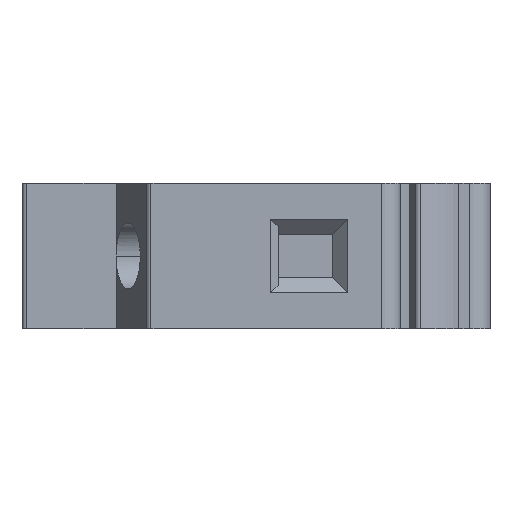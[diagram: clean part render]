
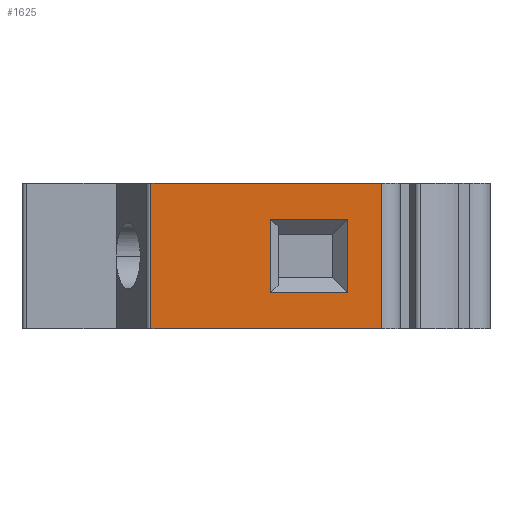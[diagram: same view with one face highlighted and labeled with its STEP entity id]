
A CAD part, left-side view. The second image highlights one B-rep face of the part: STEP entity #1625.
In plain terms, the highlighted planar face has unit normal (-1, 0, 0).
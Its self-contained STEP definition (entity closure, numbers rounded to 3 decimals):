
#26=DIRECTION('',(0.,-1.,0.));
#27=VECTOR('',#26,24.501);
#28=CARTESIAN_POINT('',(-29.2,11.151,-7.7));
#29=LINE('',#28,#27);
#444=DIRECTION('',(0.,0.,1.));
#445=VECTOR('',#444,15.4);
#446=CARTESIAN_POINT('',(-29.2,-13.35,-7.7));
#447=LINE('',#446,#445);
#448=DIRECTION('',(0.,0.,1.));
#449=VECTOR('',#448,15.4);
#450=CARTESIAN_POINT('',(-29.2,11.151,-7.7));
#451=LINE('',#450,#449);
#452=DIRECTION('',(0.,0.,1.));
#453=VECTOR('',#452,7.8);
#454=CARTESIAN_POINT('',(-29.2,-1.55,-3.9));
#455=LINE('',#454,#453);
#456=DIRECTION('',(0.,1.,0.));
#457=VECTOR('',#456,8.2);
#458=CARTESIAN_POINT('',(-29.2,-9.75,-3.9));
#459=LINE('',#458,#457);
#460=DIRECTION('',(0.,0.,1.));
#461=VECTOR('',#460,7.8);
#462=CARTESIAN_POINT('',(-29.2,-9.75,-3.9));
#463=LINE('',#462,#461);
#464=DIRECTION('',(0.,1.,0.));
#465=VECTOR('',#464,8.2);
#466=CARTESIAN_POINT('',(-29.2,-9.75,3.9));
#467=LINE('',#466,#465);
#614=DIRECTION('',(0.,-1.,0.));
#615=VECTOR('',#614,24.501);
#616=CARTESIAN_POINT('',(-29.2,11.151,7.7));
#617=LINE('',#616,#615);
#715=CARTESIAN_POINT('',(-29.2,11.151,-7.7));
#716=VERTEX_POINT('',#715);
#717=CARTESIAN_POINT('',(-29.2,-13.35,-7.7));
#718=VERTEX_POINT('',#717);
#787=CARTESIAN_POINT('',(-29.2,11.151,7.7));
#788=VERTEX_POINT('',#787);
#789=CARTESIAN_POINT('',(-29.2,-13.35,7.7));
#790=VERTEX_POINT('',#789);
#907=CARTESIAN_POINT('',(-29.2,-1.55,-3.9));
#908=CARTESIAN_POINT('',(-29.2,-1.55,3.9));
#909=VERTEX_POINT('',#907);
#910=VERTEX_POINT('',#908);
#911=CARTESIAN_POINT('',(-29.2,-9.75,-3.9));
#912=CARTESIAN_POINT('',(-29.2,-9.75,3.9));
#913=VERTEX_POINT('',#911);
#914=VERTEX_POINT('',#912);
#1602=CARTESIAN_POINT('',(-29.2,11.151,-7.7));
#1603=DIRECTION('',(-1.,0.,0.));
#1604=DIRECTION('',(0.,-1.,0.));
#1605=AXIS2_PLACEMENT_3D('',#1602,#1603,#1604);
#1606=PLANE('',#1605);
#1607=ORIENTED_EDGE('',*,*,#924,.F.);
#1609=ORIENTED_EDGE('',*,*,#1608,.T.);
#1611=ORIENTED_EDGE('',*,*,#1610,.T.);
#1612=ORIENTED_EDGE('',*,*,#1594,.F.);
#1613=EDGE_LOOP('',(#1607,#1609,#1611,#1612));
#1614=FACE_OUTER_BOUND('',#1613,.F.);
#1616=ORIENTED_EDGE('',*,*,#1615,.F.);
#1618=ORIENTED_EDGE('',*,*,#1617,.F.);
#1620=ORIENTED_EDGE('',*,*,#1619,.T.);
#1622=ORIENTED_EDGE('',*,*,#1621,.T.);
#1623=EDGE_LOOP('',(#1616,#1618,#1620,#1622));
#1624=FACE_BOUND('',#1623,.F.);
#924=EDGE_CURVE('',#716,#718,#29,.T.);
#1594=EDGE_CURVE('',#718,#790,#447,.T.);
#1608=EDGE_CURVE('',#716,#788,#451,.T.);
#1610=EDGE_CURVE('',#788,#790,#617,.T.);
#1615=EDGE_CURVE('',#909,#910,#455,.T.);
#1617=EDGE_CURVE('',#913,#909,#459,.T.);
#1619=EDGE_CURVE('',#913,#914,#463,.T.);
#1621=EDGE_CURVE('',#914,#910,#467,.T.);
#1625=ADVANCED_FACE('',(#1614,#1624),#1606,.T.);
